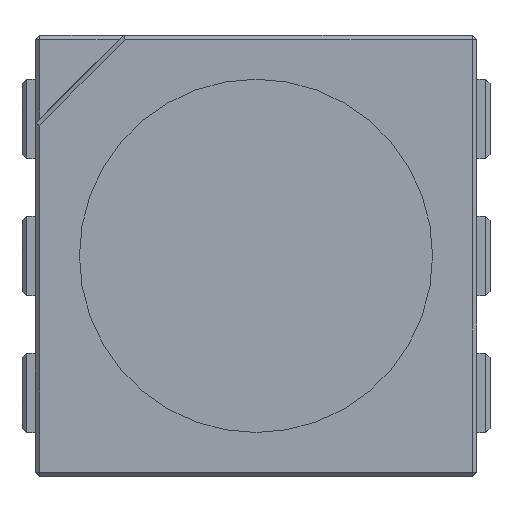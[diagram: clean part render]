
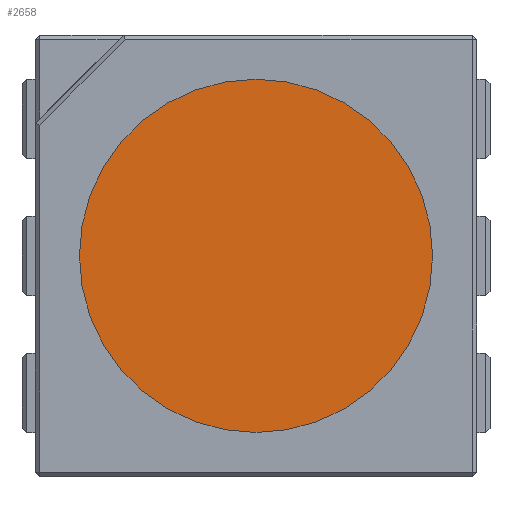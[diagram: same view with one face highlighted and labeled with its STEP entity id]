
A CAD part, top view. The second image highlights one B-rep face of the part: STEP entity #2658.
In plain terms, the highlighted planar face has unit normal (0, 0, 1).
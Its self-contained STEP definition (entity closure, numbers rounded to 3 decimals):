
#32 = PLANE('',#33);
#33 = AXIS2_PLACEMENT_3D('',#34,#35,#36);
#34 = CARTESIAN_POINT('',(-2.5,-2.5,1.6));
#35 = DIRECTION('',(0.,0.,-1.));
#36 = DIRECTION('',(1.,0.,0.));
#168 = EDGE_CURVE('',#169,#171,#173,.T.);
#169 = VERTEX_POINT('',#170);
#170 = CARTESIAN_POINT('',(2.,0.,1.6));
#171 = VERTEX_POINT('',#172);
#172 = CARTESIAN_POINT('',(-2.,0.,1.6));
#173 = SURFACE_CURVE('',#174,(#179,#190),.PCURVE_S1.);
#174 = CIRCLE('',#175,2.);
#175 = AXIS2_PLACEMENT_3D('',#176,#177,#178);
#176 = CARTESIAN_POINT('',(0.,0.,1.6));
#177 = DIRECTION('',(-0.,0.,1.));
#178 = DIRECTION('',(1.,0.,0.));
#179 = PCURVE('',#32,#180);
#180 = DEFINITIONAL_REPRESENTATION('',(#181),#189);
#181 = ( BOUNDED_CURVE() B_SPLINE_CURVE(2,(#182,#183,#184,#185,#186,#187
,#188),.UNSPECIFIED.,.F.,.F.) B_SPLINE_CURVE_WITH_KNOTS((1,2,2,2,2,1),(
    -2.094,0.,2.094,4.189,6.283,
8.378),.UNSPECIFIED.) CURVE() GEOMETRIC_REPRESENTATION_ITEM() 
RATIONAL_B_SPLINE_CURVE((1.,0.5,1.,0.5,1.,0.5,1.)) REPRESENTATION_ITEM(
  '') );
#182 = CARTESIAN_POINT('',(4.5,-2.5));
#183 = CARTESIAN_POINT('',(4.5,-5.964));
#184 = CARTESIAN_POINT('',(1.5,-4.232));
#185 = CARTESIAN_POINT('',(-1.5,-2.5));
#186 = CARTESIAN_POINT('',(1.5,-0.768));
#187 = CARTESIAN_POINT('',(4.5,0.964));
#188 = CARTESIAN_POINT('',(4.5,-2.5));
#189 = ( GEOMETRIC_REPRESENTATION_CONTEXT(2) 
PARAMETRIC_REPRESENTATION_CONTEXT() REPRESENTATION_CONTEXT('2D SPACE',''
  ) );
#190 = PCURVE('',#191,#196);
#191 = PLANE('',#192);
#192 = AXIS2_PLACEMENT_3D('',#193,#194,#195);
#193 = CARTESIAN_POINT('',(-2.5,-2.5,1.6));
#194 = DIRECTION('',(0.,0.,-1.));
#195 = DIRECTION('',(1.,0.,0.));
#196 = DEFINITIONAL_REPRESENTATION('',(#197),#205);
#197 = ( BOUNDED_CURVE() B_SPLINE_CURVE(2,(#198,#199,#200,#201,#202,#203
,#204),.UNSPECIFIED.,.F.,.F.) B_SPLINE_CURVE_WITH_KNOTS((1,2,2,2,2,1),(
    -2.094,0.,2.094,4.189,6.283,
8.378),.UNSPECIFIED.) CURVE() GEOMETRIC_REPRESENTATION_ITEM() 
RATIONAL_B_SPLINE_CURVE((1.,0.5,1.,0.5,1.,0.5,1.)) REPRESENTATION_ITEM(
  '') );
#198 = CARTESIAN_POINT('',(4.5,-2.5));
#199 = CARTESIAN_POINT('',(4.5,-5.964));
#200 = CARTESIAN_POINT('',(1.5,-4.232));
#201 = CARTESIAN_POINT('',(-1.5,-2.5));
#202 = CARTESIAN_POINT('',(1.5,-0.768));
#203 = CARTESIAN_POINT('',(4.5,0.964));
#204 = CARTESIAN_POINT('',(4.5,-2.5));
#205 = ( GEOMETRIC_REPRESENTATION_CONTEXT(2) 
PARAMETRIC_REPRESENTATION_CONTEXT() REPRESENTATION_CONTEXT('2D SPACE',''
  ) );
#207 = EDGE_CURVE('',#171,#169,#208,.T.);
#208 = SURFACE_CURVE('',#209,(#214,#225),.PCURVE_S1.);
#209 = CIRCLE('',#210,2.);
#210 = AXIS2_PLACEMENT_3D('',#211,#212,#213);
#211 = CARTESIAN_POINT('',(0.,0.,1.6));
#212 = DIRECTION('',(-0.,0.,1.));
#213 = DIRECTION('',(1.,0.,0.));
#214 = PCURVE('',#32,#215);
#215 = DEFINITIONAL_REPRESENTATION('',(#216),#224);
#216 = ( BOUNDED_CURVE() B_SPLINE_CURVE(2,(#217,#218,#219,#220,#221,#222
,#223),.UNSPECIFIED.,.F.,.F.) B_SPLINE_CURVE_WITH_KNOTS((1,2,2,2,2,1),(
    -2.094,0.,2.094,4.189,6.283,
8.378),.UNSPECIFIED.) CURVE() GEOMETRIC_REPRESENTATION_ITEM() 
RATIONAL_B_SPLINE_CURVE((1.,0.5,1.,0.5,1.,0.5,1.)) REPRESENTATION_ITEM(
  '') );
#217 = CARTESIAN_POINT('',(4.5,-2.5));
#218 = CARTESIAN_POINT('',(4.5,-5.964));
#219 = CARTESIAN_POINT('',(1.5,-4.232));
#220 = CARTESIAN_POINT('',(-1.5,-2.5));
#221 = CARTESIAN_POINT('',(1.5,-0.768));
#222 = CARTESIAN_POINT('',(4.5,0.964));
#223 = CARTESIAN_POINT('',(4.5,-2.5));
#224 = ( GEOMETRIC_REPRESENTATION_CONTEXT(2) 
PARAMETRIC_REPRESENTATION_CONTEXT() REPRESENTATION_CONTEXT('2D SPACE',''
  ) );
#225 = PCURVE('',#191,#226);
#226 = DEFINITIONAL_REPRESENTATION('',(#227),#235);
#227 = ( BOUNDED_CURVE() B_SPLINE_CURVE(2,(#228,#229,#230,#231,#232,#233
,#234),.UNSPECIFIED.,.F.,.F.) B_SPLINE_CURVE_WITH_KNOTS((1,2,2,2,2,1),(
    -2.094,0.,2.094,4.189,6.283,
8.378),.UNSPECIFIED.) CURVE() GEOMETRIC_REPRESENTATION_ITEM() 
RATIONAL_B_SPLINE_CURVE((1.,0.5,1.,0.5,1.,0.5,1.)) REPRESENTATION_ITEM(
  '') );
#228 = CARTESIAN_POINT('',(4.5,-2.5));
#229 = CARTESIAN_POINT('',(4.5,-5.964));
#230 = CARTESIAN_POINT('',(1.5,-4.232));
#231 = CARTESIAN_POINT('',(-1.5,-2.5));
#232 = CARTESIAN_POINT('',(1.5,-0.768));
#233 = CARTESIAN_POINT('',(4.5,0.964));
#234 = CARTESIAN_POINT('',(4.5,-2.5));
#235 = ( GEOMETRIC_REPRESENTATION_CONTEXT(2) 
PARAMETRIC_REPRESENTATION_CONTEXT() REPRESENTATION_CONTEXT('2D SPACE',''
  ) );
#2658 = ADVANCED_FACE('',(#2659),#191,.F.);
#2659 = FACE_BOUND('',#2660,.T.);
#2660 = EDGE_LOOP('',(#2661,#2662));
#2661 = ORIENTED_EDGE('',*,*,#168,.T.);
#2662 = ORIENTED_EDGE('',*,*,#207,.T.);
